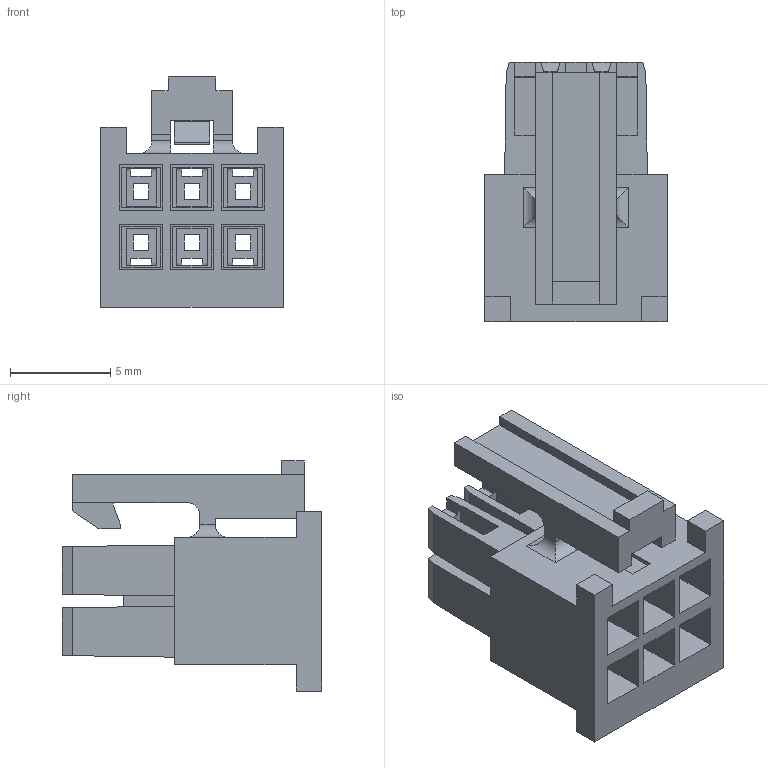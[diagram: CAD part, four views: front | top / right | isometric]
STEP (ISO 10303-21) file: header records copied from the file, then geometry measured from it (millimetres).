
FILE_DESCRIPTION (( 'STEP AP214' ), '1' );
FILE_NAME ('PHOX-CON-B.STEP', '2024-03-25T18:17:40', ( '' ), ( '' ), 'SwSTEP 2.0', 'SolidWorks 2021', '' );
FILE_SCHEMA (( 'AUTOMOTIVE_DESIGN' ));
Length unit declared in the file: inch
Products named in the file (1): PHOX-CON-B
Bounding box: 9.09 x 12.93 x 11.47 mm (x, y, z)
Volume: 396.7 mm3; surface area: 1396.5 mm2
Topology: 1 solids, 1 shells, 278 faces, 801 edges, 532 vertices
Faces by surface type: plane 270, cylinder 8
Entity records: 9017 total; most frequent: CARTESIAN_POINT 1624, ORIENTED_EDGE 1602, DIRECTION 1363, EDGE_CURVE 801, VECTOR 789, LINE 789, VERTEX_POINT 532, EDGE_LOOP 311
